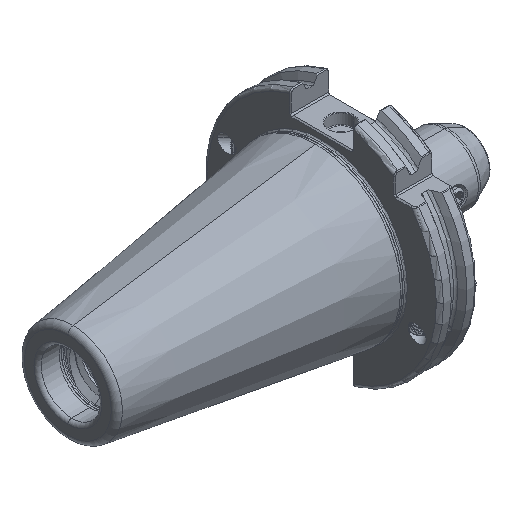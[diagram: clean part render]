
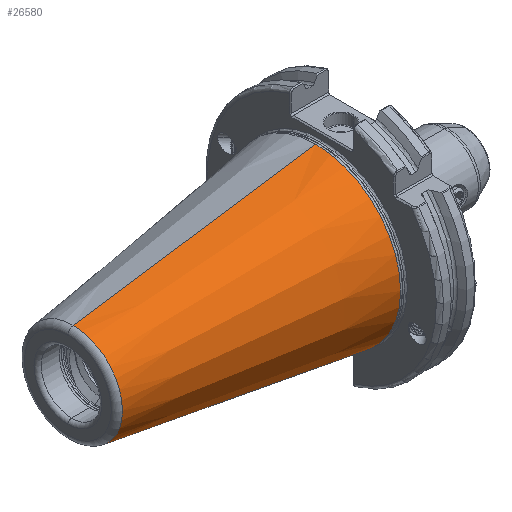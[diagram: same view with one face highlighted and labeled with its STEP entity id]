
A CAD part, isometric view. The second image highlights one B-rep face of the part: STEP entity #26580.
In plain terms, the highlighted conical face has half-angle 8.297 degrees and reference radius 35.392 mm.
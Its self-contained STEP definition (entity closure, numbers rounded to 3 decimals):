
#1811 = EDGE_CURVE ( 'NONE', #8249, #8229, #13607, .T. ) ;
#1827 = EDGE_CURVE ( 'NONE', #8270, #8252, #13579, .T. ) ;
#1969 = EDGE_CURVE ( 'NONE', #8252, #8229, #13686, .T. ) ;
#1993 = EDGE_CURVE ( 'NONE', #8218, #8249, #29114, .T. ) ;
#2014 = EDGE_CURVE ( 'NONE', #8270, #8218, #29090, .T. ) ;
#5083 = AXIS2_PLACEMENT_3D ( 'NONE', #17392, #17357, #17409 ) ;
#8218 = VERTEX_POINT ( 'NONE', #19116 ) ;
#8229 = VERTEX_POINT ( 'NONE', #19182 ) ;
#8249 = VERTEX_POINT ( 'NONE', #19156 ) ;
#8252 = VERTEX_POINT ( 'NONE', #19147 ) ;
#8270 = VERTEX_POINT ( 'NONE', #19150 ) ;
#10894 = AXIS2_PLACEMENT_3D ( 'NONE', #26679, #26696, #26688 ) ;
#10913 = AXIS2_PLACEMENT_3D ( 'NONE', #26865, #26856, #26895 ) ;
#13579 = CIRCLE ( 'NONE', #10913, 20.399 ) ;
#13607 = CIRCLE ( 'NONE', #10894, 35.027 ) ;
#13686 = LINE ( 'NONE', #17246, #13731 ) ;
#13731 = VECTOR ( 'NONE', #17208, 1000. ) ;
#15718 = FACE_OUTER_BOUND ( 'NONE', #23826, .T. ) ;
#15741 = CONICAL_SURFACE ( 'NONE', #18142, 35.392, 0.145 ) ;
#17208 = DIRECTION ( 'NONE',  ( 0.99, 0., -0.144 ) ) ;
#17246 = CARTESIAN_POINT ( 'NONE',  ( 0., 0., -35.392 ) ) ;
#17357 = DIRECTION ( 'NONE',  ( 1., 0., 0. ) ) ;
#17392 = CARTESIAN_POINT ( 'NONE',  ( -2.5, 0., 0. ) ) ;
#17409 = DIRECTION ( 'NONE',  ( 0., 1., 0. ) ) ;
#17554 = DIRECTION ( 'NONE',  ( 0.99, 0., 0.144 ) ) ;
#17573 = CARTESIAN_POINT ( 'NONE',  ( 0., 0., 35.392 ) ) ;
#18142 = AXIS2_PLACEMENT_3D ( 'NONE', #21381, #21343, #21360 ) ;
#19116 = CARTESIAN_POINT ( 'NONE',  ( -2.5, 0., 35.027 ) ) ;
#19147 = CARTESIAN_POINT ( 'NONE',  ( -102.811, 0., -20.399 ) ) ;
#19150 = CARTESIAN_POINT ( 'NONE',  ( -102.811, 0., 20.399 ) ) ;
#19156 = CARTESIAN_POINT ( 'NONE',  ( -2.5, -35.027, 0. ) ) ;
#19182 = CARTESIAN_POINT ( 'NONE',  ( -2.5, 0., -35.027 ) ) ;
#21343 = DIRECTION ( 'NONE',  ( 1., 0., 0. ) ) ;
#21360 = DIRECTION ( 'NONE',  ( 0., 0., -1. ) ) ;
#21381 = CARTESIAN_POINT ( 'NONE',  ( 0., 0., 0. ) ) ;
#23566 = ORIENTED_EDGE ( 'NONE', *, *, #1993, .F. ) ;
#23577 = ORIENTED_EDGE ( 'NONE', *, *, #2014, .F. ) ;
#23594 = ORIENTED_EDGE ( 'NONE', *, *, #1969, .T. ) ;
#23610 = ORIENTED_EDGE ( 'NONE', *, *, #1827, .T. ) ;
#23615 = ORIENTED_EDGE ( 'NONE', *, *, #1811, .F. ) ;
#23826 = EDGE_LOOP ( 'NONE', ( #23577, #23610, #23594, #23615, #23566 ) ) ;
#26580 = ADVANCED_FACE ( 'NONE', ( #15718 ), #15741, .T. ) ;
#26679 = CARTESIAN_POINT ( 'NONE',  ( -2.5, 0., 0. ) ) ;
#26688 = DIRECTION ( 'NONE',  ( 0., 1., 0. ) ) ;
#26696 = DIRECTION ( 'NONE',  ( 1., 0., 0. ) ) ;
#26856 = DIRECTION ( 'NONE',  ( 1., 0., 0. ) ) ;
#26865 = CARTESIAN_POINT ( 'NONE',  ( -102.811, 0., 0. ) ) ;
#26895 = DIRECTION ( 'NONE',  ( 0., 0., 1. ) ) ;
#29090 = LINE ( 'NONE', #17573, #29126 ) ;
#29114 = CIRCLE ( 'NONE', #5083, 35.027 ) ;
#29126 = VECTOR ( 'NONE', #17554, 1000. ) ;
